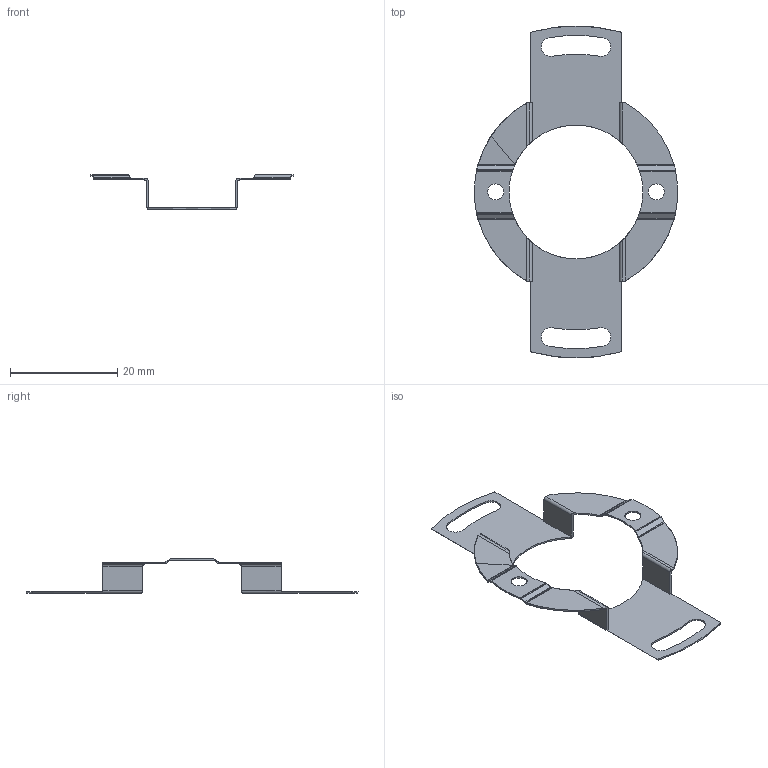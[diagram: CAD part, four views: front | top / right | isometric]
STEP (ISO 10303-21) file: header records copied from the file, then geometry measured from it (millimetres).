
FILE_DESCRIPTION (( 'STEP AP203' ), '1' );
FILE_NAME ('µ¯Æ¬SB30-55.STEP', '2023-10-17T02:12:05', ( '' ), ( '' ), 'SwSTEP 2.0', 'SolidWorks 2022', '' );
FILE_SCHEMA (( 'CONFIG_CONTROL_DESIGN' ));
Length unit declared in the file: millimetre
Products named in the file (1): 粟えSB30-55
Bounding box: 37.91 x 62 x 6.5 mm (x, y, z)
Volume: 406 mm3; surface area: 2873.3 mm2
Topology: 4 solids, 4 shells, 131 faces, 377 edges, 252 vertices
Faces by surface type: plane 68, cylinder 61, bspline 2
Entity records: 4584 total; most frequent: CARTESIAN_POINT 1175, ORIENTED_EDGE 754, DIRECTION 639, EDGE_CURVE 377, VERTEX_POINT 252, AXIS2_PLACEMENT_3D 228, VECTOR 183, LINE 183
